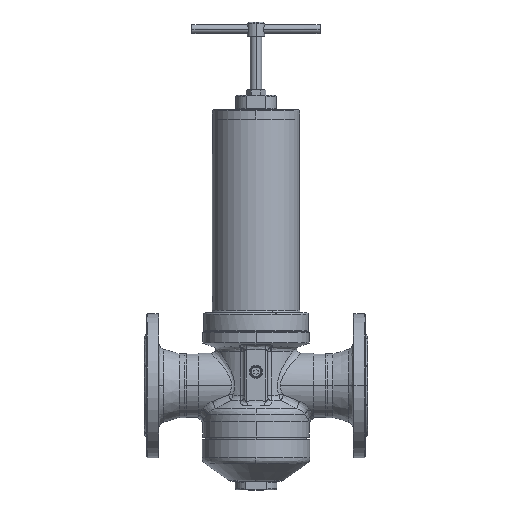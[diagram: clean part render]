
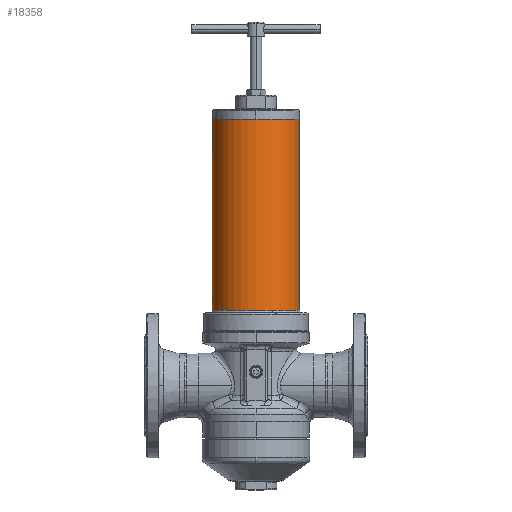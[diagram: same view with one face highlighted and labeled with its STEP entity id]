
A CAD part, top view. The second image highlights one B-rep face of the part: STEP entity #18358.
In plain terms, the highlighted cylindrical face has radius 60.5 mm (diameter 121 mm), a partial arc.
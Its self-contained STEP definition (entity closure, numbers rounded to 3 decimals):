
#4 = CARTESIAN_POINT ( 'NONE',  ( -60.467, 123.471, 2.007 ) ) ;
#100 = CARTESIAN_POINT ( 'NONE',  ( -60.475, 116.405, 1.77 ) ) ;
#186 = CARTESIAN_POINT ( 'NONE',  ( -60.369, 119.474, 3.974 ) ) ;
#1222 = ORIENTED_EDGE ( 'NONE', *, *, #19586, .F. ) ;
#1979 = CARTESIAN_POINT ( 'NONE',  ( -60.393, 118.225, 3.594 ) ) ;
#2061 = CARTESIAN_POINT ( 'NONE',  ( -60.467, 116.529, 2.003 ) ) ;
#2141 = CARTESIAN_POINT ( 'NONE',  ( -60.417, 122.441, 3.181 ) ) ;
#2215 = ORIENTED_EDGE ( 'NONE', *, *, #18430, .T. ) ;
#2240 = CARTESIAN_POINT ( 'NONE',  ( -60.5, 116.001, 0.261 ) ) ;
#4004 = CARTESIAN_POINT ( 'NONE',  ( -60.5, 124.001, 0. ) ) ;
#4318 = CARTESIAN_POINT ( 'NONE',  ( 60.5, 370.501, 0. ) ) ;
#4484 = ORIENTED_EDGE ( 'NONE', *, *, #19607, .T. ) ;
#5188 = ORIENTED_EDGE ( 'NONE', *, *, #8901, .T. ) ;
#6125 = CARTESIAN_POINT ( 'NONE',  ( -60.5, 116.001, 0. ) ) ;
#6306 = CARTESIAN_POINT ( 'NONE',  ( -60.487, 123.797, 1.288 ) ) ;
#6398 = CARTESIAN_POINT ( 'NONE',  ( -60.368, 120.262, 4. ) ) ;
#7625 = DIRECTION ( 'NONE',  ( 0., -1., 0. ) ) ;
#8249 = CARTESIAN_POINT ( 'NONE',  ( 0., 101.501, 0. ) ) ;
#8332 = FACE_OUTER_BOUND ( 'NONE', #11250, .T. ) ;
#8438 = CARTESIAN_POINT ( 'NONE',  ( -60.381, 121.289, 3.796 ) ) ;
#8536 = CARTESIAN_POINT ( 'NONE',  ( -60.401, 117.995, 3.471 ) ) ;
#8719 = CARTESIAN_POINT ( 'NONE',  ( 60.5, 101.501, 0. ) ) ;
#8901 = EDGE_CURVE ( 'NONE', #19040, #19241, #18760, .T. ) ;
#9710 = VECTOR ( 'NONE', #13023, 1000. ) ;
#9993 = CARTESIAN_POINT ( 'NONE',  ( -60.5, 116.001, 0. ) ) ;
#10401 = LINE ( 'NONE', #10617, #24111 ) ;
#10453 = CARTESIAN_POINT ( 'NONE',  ( -60.5, 97.501, 0. ) ) ;
#10539 = DIRECTION ( 'NONE',  ( 0., -1., 0. ) ) ;
#10617 = CARTESIAN_POINT ( 'NONE',  ( -60.5, 97.501, 0. ) ) ;
#10672 = CARTESIAN_POINT ( 'NONE',  ( -60.376, 121.04, 3.872 ) ) ;
#11073 = CIRCLE ( 'NONE', #17463, 60.5 ) ;
#11250 = EDGE_LOOP ( 'NONE', ( #18275, #4484, #2215, #5188, #14961, #1222 ) ) ;
#11537 = EDGE_CURVE ( 'NONE', #14925, #15208, #25216, .T. ) ;
#12621 = CARTESIAN_POINT ( 'NONE',  ( -60.492, 123.873, 1.039 ) ) ;
#12792 = CARTESIAN_POINT ( 'NONE',  ( -60.425, 117.355, 3.011 ) ) ;
#12887 = CARTESIAN_POINT ( 'NONE',  ( -60.451, 116.821, 2.44 ) ) ;
#13023 = DIRECTION ( 'NONE',  ( 0., -1., 0. ) ) ;
#13394 = CARTESIAN_POINT ( 'NONE',  ( -60.5, 101.501, 0. ) ) ;
#14558 = CARTESIAN_POINT ( 'NONE',  ( 0., 97.501, 0. ) ) ;
#14631 = CARTESIAN_POINT ( 'NONE',  ( -60.5, 124.001, 0.261 ) ) ;
#14718 = CARTESIAN_POINT ( 'NONE',  ( -60.443, 116.986, 2.642 ) ) ;
#14823 = CARTESIAN_POINT ( 'NONE',  ( -60.443, 123.016, 2.642 ) ) ;
#14859 = DIRECTION ( 'NONE',  ( 0., -1., 0. ) ) ;
#14903 = CARTESIAN_POINT ( 'NONE',  ( -60.492, 116.129, 1.037 ) ) ;
#14925 = VERTEX_POINT ( 'NONE', #4318 ) ;
#14961 = ORIENTED_EDGE ( 'NONE', *, *, #23739, .T. ) ;
#15208 = VERTEX_POINT ( 'NONE', #17518 ) ;
#15254 = CYLINDRICAL_SURFACE ( 'NONE', #16006, 60.5 ) ;
#15667 = VERTEX_POINT ( 'NONE', #8719 ) ;
#16006 = AXIS2_PLACEMENT_3D ( 'NONE', #14558, #18514, #16166 ) ;
#16166 = DIRECTION ( 'NONE',  ( 1., 0., 0. ) ) ;
#16433 = DIRECTION ( 'NONE',  ( 1., 0., 0. ) ) ;
#16620 = LINE ( 'NONE', #23013, #9710 ) ;
#16713 = CARTESIAN_POINT ( 'NONE',  ( -60.487, 116.205, 1.289 ) ) ;
#16886 = CARTESIAN_POINT ( 'NONE',  ( -60.369, 120.527, 3.974 ) ) ;
#16975 = CARTESIAN_POINT ( 'NONE',  ( -60.393, 121.774, 3.595 ) ) ;
#17463 = AXIS2_PLACEMENT_3D ( 'NONE', #8249, #22883, #16433 ) ;
#17518 = CARTESIAN_POINT ( 'NONE',  ( -60.5, 370.501, 0. ) ) ;
#18275 = ORIENTED_EDGE ( 'NONE', *, *, #11537, .T. ) ;
#18358 = ADVANCED_FACE ( 'NONE', ( #8332 ), #15254, .T. ) ;
#18430 = EDGE_CURVE ( 'NONE', #23293, #19040, #24843, .T. ) ;
#18514 = DIRECTION ( 'NONE',  ( 0., -1., 0. ) ) ;
#18711 = CARTESIAN_POINT ( 'NONE',  ( -60.376, 118.963, 3.872 ) ) ;
#18760 = LINE ( 'NONE', #10453, #26601 ) ;
#18975 = CARTESIAN_POINT ( 'NONE',  ( -60.475, 123.596, 1.772 ) ) ;
#19040 = VERTEX_POINT ( 'NONE', #9993 ) ;
#19241 = VERTEX_POINT ( 'NONE', #13394 ) ;
#19528 = AXIS2_PLACEMENT_3D ( 'NONE', #26324, #7625, #21908 ) ;
#19586 = EDGE_CURVE ( 'NONE', #14925, #15667, #16620, .T. ) ;
#19607 = EDGE_CURVE ( 'NONE', #15208, #23293, #10401, .T. ) ;
#19766 = CARTESIAN_POINT ( 'NONE',  ( -60.5, 124.001, 0. ) ) ;
#20880 = CARTESIAN_POINT ( 'NONE',  ( -60.498, 116.026, 0.52 ) ) ;
#20976 = CARTESIAN_POINT ( 'NONE',  ( -60.425, 122.643, 3.015 ) ) ;
#21061 = CARTESIAN_POINT ( 'NONE',  ( -60.381, 118.709, 3.795 ) ) ;
#21149 = CARTESIAN_POINT ( 'NONE',  ( -60.451, 123.181, 2.44 ) ) ;
#21908 = DIRECTION ( 'NONE',  ( 1., 0., 0. ) ) ;
#22883 = DIRECTION ( 'NONE',  ( 0., 1., 0. ) ) ;
#23013 = CARTESIAN_POINT ( 'NONE',  ( 60.5, 97.501, 0. ) ) ;
#23059 = CARTESIAN_POINT ( 'NONE',  ( -60.498, 123.975, 0.526 ) ) ;
#23293 = VERTEX_POINT ( 'NONE', #19766 ) ;
#23739 = EDGE_CURVE ( 'NONE', #19241, #15667, #11073, .T. ) ;
#24111 = VECTOR ( 'NONE', #14859, 1000. ) ;
#24843 = B_SPLINE_CURVE_WITH_KNOTS ( 'NONE', 3,
 ( #4004, #14631, #23059, #12621, #6306, #18975, #4, #21149, #14823, #20976, #2141, #27223, #16975, #8438, #10672, #16886, #6398, #25006, #186, #18711, #21061, #1979, #8536, #25366, #12792, #14718, #12887, #2061, #100, #16713, #14903, #20880, #2240, #6125 ),
 .UNSPECIFIED., .F., .F.,
 ( 4, 2, 2, 2, 2, 2, 2, 2, 2, 2, 2, 2, 2, 2, 2, 2, 4 ),
 ( 0.019, 0.02, 0.02, 0.021, 0.022, 0.023, 0.023, 0.024, 0.025, 0.026, 0.027, 0.027, 0.028, 0.029, 0.03, 0.03, 0.031 ),
 .UNSPECIFIED. ) ;
#25006 = CARTESIAN_POINT ( 'NONE',  ( -60.368, 119.734, 4. ) ) ;
#25216 = CIRCLE ( 'NONE', #19528, 60.5 ) ;
#25366 = CARTESIAN_POINT ( 'NONE',  ( -60.417, 117.561, 3.18 ) ) ;
#26324 = CARTESIAN_POINT ( 'NONE',  ( 0., 370.501, 0. ) ) ;
#26601 = VECTOR ( 'NONE', #10539, 1000. ) ;
#27223 = CARTESIAN_POINT ( 'NONE',  ( -60.401, 122.007, 3.47 ) ) ;
